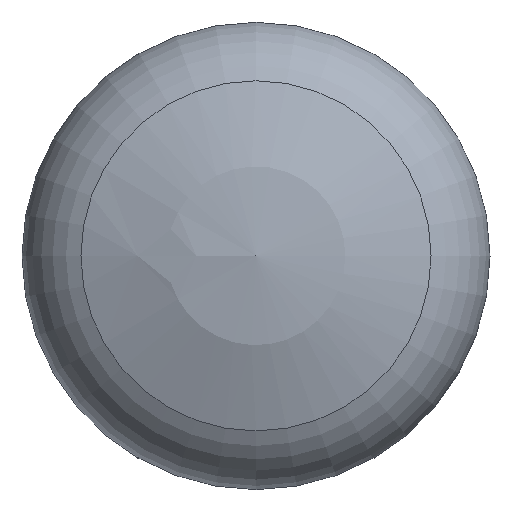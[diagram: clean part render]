
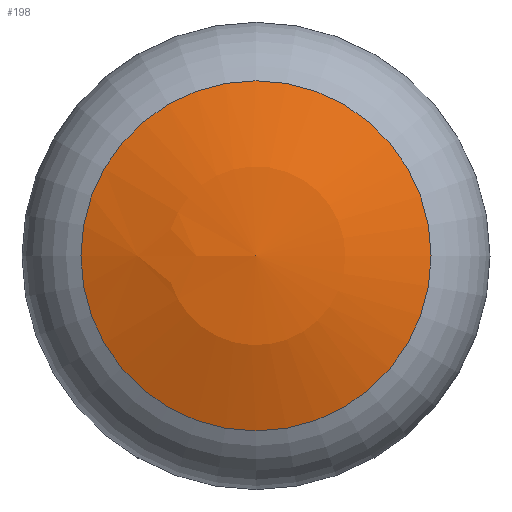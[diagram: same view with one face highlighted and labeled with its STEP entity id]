
A CAD part, top view. The second image highlights one B-rep face of the part: STEP entity #198.
In plain terms, the highlighted spherical face has radius 4 mm.
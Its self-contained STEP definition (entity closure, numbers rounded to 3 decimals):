
#198 = ADVANCED_FACE( '', ( #395, #396 ), #397, .T. );
#395 = FACE_BOUND( '', #597, .T. );
#396 = FACE_OUTER_BOUND( '', #598, .T. );
#397 = SPHERICAL_SURFACE( '', #599, 4. );
#597 = VERTEX_LOOP( '', #1027 );
#598 = EDGE_LOOP( '', ( #1028 ) );
#599 = AXIS2_PLACEMENT_3D( '', #1029, #1030, #1031 );
#1027 = VERTEX_POINT( '', #1347 );
#1028 = ORIENTED_EDGE( '', *, *, #1320, .F. );
#1029 = CARTESIAN_POINT( '', ( 0., 0., -2.548 ) );
#1030 = DIRECTION( '', ( 0., 0., -1. ) );
#1031 = DIRECTION( '', ( -1., 0., 0. ) );
#1320 = EDGE_CURVE( '', #1607, #1607, #1608, .T. );
#1347 = CARTESIAN_POINT( '', ( 0., 0., 1.452 ) );
#1607 = VERTEX_POINT( '', #2681 );
#1608 = CIRCLE( '', #2682, 1.571 );
#2681 = CARTESIAN_POINT( '', ( -1.571, 0., 1.131 ) );
#2682 = AXIS2_PLACEMENT_3D( '', #2949, #2950, #2951 );
#2949 = CARTESIAN_POINT( '', ( 0., 0., 1.131 ) );
#2950 = DIRECTION( '', ( 0., 0., -1. ) );
#2951 = DIRECTION( '', ( -1., 0., 0. ) );
